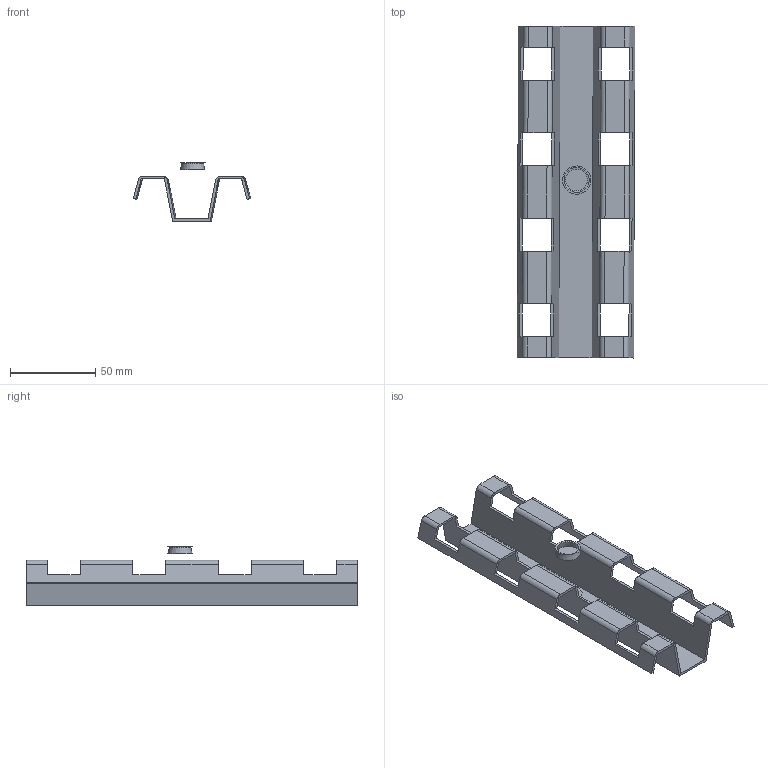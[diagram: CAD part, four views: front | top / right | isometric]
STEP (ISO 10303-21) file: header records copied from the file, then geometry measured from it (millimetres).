
FILE_DESCRIPTION(/* description */ (''),/* implementation_level */ '2;1');
FILE_NAME(/* name */ '586200.stp',/* time_stamp */ '2025-12-05T09:49:42+01:00',/* author */ ('mael.lecharpentier'),/* organization */ (''),/* preprocessor_version */ 'ST-DEVELOPER v20',/* originating_system */ 'AutoCAD Mechanical',/* authorisation */ '');
FILE_SCHEMA (('AUTOMOTIVE_DESIGN { 1 0 10303 214 3 1 1 }'));
Length unit declared in the file: millimetre
Products named in the file (1): Product
Bounding box: 68.81 x 194.25 x 34.18 mm (x, y, z)
Volume: 35398.3 mm3; surface area: 43266.2 mm2
Topology: 1 solids, 1 shells, 91 faces, 309 edges, 205 vertices
Faces by surface type: plane 67, cylinder 20, cone 4
Entity records: 3386 total; most frequent: ORIENTED_EDGE 618, CARTESIAN_POINT 606, DIRECTION 538, EDGE_CURVE 309, LINE 264, VECTOR 264, VERTEX_POINT 205, AXIS2_PLACEMENT_3D 137
